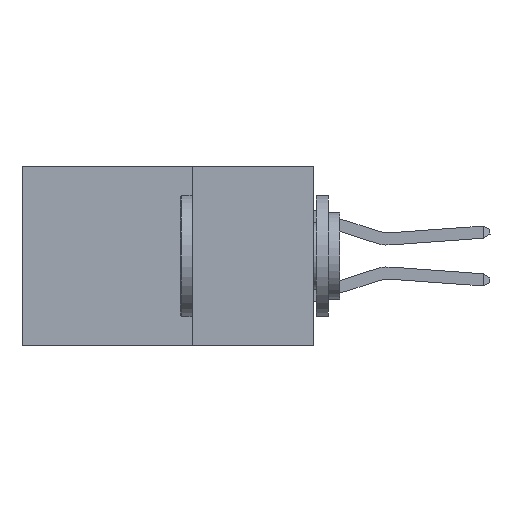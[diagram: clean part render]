
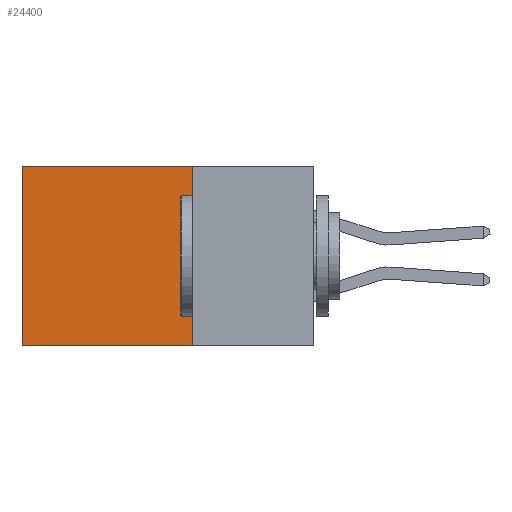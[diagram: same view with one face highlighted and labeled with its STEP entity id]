
A CAD part, left-side view. The second image highlights one B-rep face of the part: STEP entity #24400.
In plain terms, the highlighted planar face has unit normal (-1, 0, 0).
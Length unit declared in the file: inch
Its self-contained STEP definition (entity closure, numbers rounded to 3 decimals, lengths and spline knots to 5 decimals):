
#667 = DIRECTION ( 'NONE',  ( 0., 0., -1. ) ) ;
#733 = VERTEX_POINT ( 'NONE', #15842 ) ;
#1239 = EDGE_CURVE ( 'NONE', #22969, #733, #10193, .T. ) ;
#2270 = CARTESIAN_POINT ( 'NONE',  ( 0.2875, 0.25, 0. ) ) ;
#2319 = ORIENTED_EDGE ( 'NONE', *, *, #4779, .T. ) ;
#2720 = VERTEX_POINT ( 'NONE', #5970 ) ;
#2989 = VECTOR ( 'NONE', #667, 39.37008 ) ;
#3193 = CARTESIAN_POINT ( 'NONE',  ( 0.2875, 0.25, 0. ) ) ;
#3401 = DIRECTION ( 'NONE',  ( 0., 0., -1. ) ) ;
#4779 = EDGE_CURVE ( 'NONE', #22969, #2720, #7709, .T. ) ;
#5230 = LINE ( 'NONE', #16389, #23388 ) ;
#5970 = CARTESIAN_POINT ( 'NONE',  ( 0.2875, 0.6, 0. ) ) ;
#7709 = LINE ( 'NONE', #3193, #15768 ) ;
#7761 = LINE ( 'NONE', #10229, #8979 ) ;
#8115 = DIRECTION ( 'NONE',  ( 0., 1., 0. ) ) ;
#8572 = CARTESIAN_POINT ( 'NONE',  ( 0.2875, 0.25, 0. ) ) ;
#8874 = ORIENTED_EDGE ( 'NONE', *, *, #9550, .F. ) ;
#8979 = VECTOR ( 'NONE', #8115, 39.37008 ) ;
#9523 = FACE_OUTER_BOUND ( 'NONE', #13412, .T. ) ;
#9550 = EDGE_CURVE ( 'NONE', #733, #16345, #7761, .T. ) ;
#9653 = CARTESIAN_POINT ( 'NONE',  ( 0.2875, 0.25, 0. ) ) ;
#10193 = LINE ( 'NONE', #8572, #2989 ) ;
#10229 = CARTESIAN_POINT ( 'NONE',  ( 0.2875, 0.25, -0.37 ) ) ;
#13412 = EDGE_LOOP ( 'NONE', ( #15757, #8874, #19092, #2319 ) ) ;
#15757 = ORIENTED_EDGE ( 'NONE', *, *, #20510, .T. ) ;
#15768 = VECTOR ( 'NONE', #24250, 39.37008 ) ;
#15842 = CARTESIAN_POINT ( 'NONE',  ( 0.2875, 0.25, -0.37 ) ) ;
#16345 = VERTEX_POINT ( 'NONE', #19924 ) ;
#16389 = CARTESIAN_POINT ( 'NONE',  ( 0.2875, 0.6, 0. ) ) ;
#19024 = PLANE ( 'NONE',  #22239 ) ;
#19092 = ORIENTED_EDGE ( 'NONE', *, *, #1239, .F. ) ;
#19924 = CARTESIAN_POINT ( 'NONE',  ( 0.2875, 0.6, -0.37 ) ) ;
#20510 = EDGE_CURVE ( 'NONE', #2720, #16345, #5230, .T. ) ;
#20866 = DIRECTION ( 'NONE',  ( 1., 0., 0. ) ) ;
#22239 = AXIS2_PLACEMENT_3D ( 'NONE', #9653, #20866, #22926 ) ;
#22926 = DIRECTION ( 'NONE',  ( 0., 0., -1. ) ) ;
#22969 = VERTEX_POINT ( 'NONE', #2270 ) ;
#23388 = VECTOR ( 'NONE', #3401, 39.37008 ) ;
#24250 = DIRECTION ( 'NONE',  ( 0., 1., 0. ) ) ;
#24400 = ADVANCED_FACE ( 'NONE', ( #9523 ), #19024, .F. ) ;
